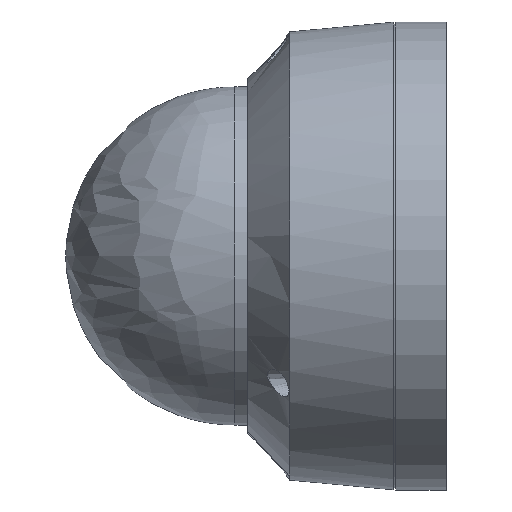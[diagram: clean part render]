
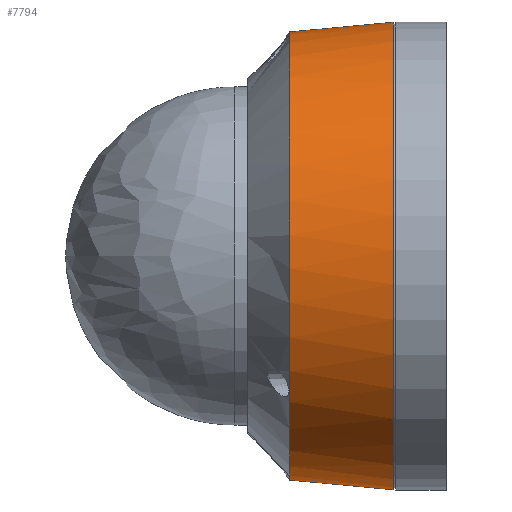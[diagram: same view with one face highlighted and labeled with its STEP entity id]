
A CAD part, left-side view. The second image highlights one B-rep face of the part: STEP entity #7794.
In plain terms, the highlighted free-form (B-spline) face has degree [2, 1] with [5, 2] control points.
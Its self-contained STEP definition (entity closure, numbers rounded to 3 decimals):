
#1330 = VERTEX_POINT('',#1331);
#1331 = CARTESIAN_POINT('',(0.,34.679,-49.676));
#1350 = VERTEX_POINT('',#1351);
#1351 = CARTESIAN_POINT('',(0.,34.679,
    49.676));
#1357 = EDGE_CURVE('',#1350,#1330,#1358,.T.);
#1358 = ( BOUNDED_CURVE() B_SPLINE_CURVE(2,(#1359,#1360,#1361,#1362,
#1363),.UNSPECIFIED.,.F.,.F.) B_SPLINE_CURVE_WITH_KNOTS((3,2,3),(
    3.142,4.712,6.283),
.PIECEWISE_BEZIER_KNOTS.) CURVE() GEOMETRIC_REPRESENTATION_ITEM() 
RATIONAL_B_SPLINE_CURVE((1.,0.707,1.,0.707,1.)) 
REPRESENTATION_ITEM('') );
#1359 = CARTESIAN_POINT('',(0.,34.679,
    49.676));
#1360 = CARTESIAN_POINT('',(-49.676,34.679,
    49.676));
#1361 = CARTESIAN_POINT('',(-49.676,34.679,
    0.));
#1362 = CARTESIAN_POINT('',(-49.676,34.679,
    -49.676));
#1363 = CARTESIAN_POINT('',(0.,34.679,
    -49.676));
#1392 = EDGE_CURVE('',#1350,#1393,#1395,.T.);
#1393 = VERTEX_POINT('',#1394);
#1394 = CARTESIAN_POINT('',(0.,11.716,
    51.834));
#1395 = B_SPLINE_CURVE_WITH_KNOTS('',1,(#1396,#1397),.UNSPECIFIED.,.F.,
  .F.,(2,2),(-24.608,0.),
  .PIECEWISE_BEZIER_KNOTS.);
#1396 = CARTESIAN_POINT('',(0.,34.679,
    49.676));
#1397 = CARTESIAN_POINT('',(0.,11.716,
    51.834));
#1400 = VERTEX_POINT('',#1401);
#1401 = CARTESIAN_POINT('',(0.,11.716,
    -51.834));
#1409 = EDGE_CURVE('',#1330,#1400,#1410,.T.);
#1410 = B_SPLINE_CURVE_WITH_KNOTS('',1,(#1411,#1412),.UNSPECIFIED.,.F.,
  .F.,(2,2),(-24.608,0.),
  .PIECEWISE_BEZIER_KNOTS.);
#1411 = CARTESIAN_POINT('',(0.,34.679,
    -49.676));
#1412 = CARTESIAN_POINT('',(0.,11.716,
    -51.834));
#7689 = EDGE_CURVE('',#1400,#1393,#7690,.T.);
#7690 = ( BOUNDED_CURVE() B_SPLINE_CURVE(2,(#7691,#7692,#7693,#7694,
#7695),.UNSPECIFIED.,.F.,.F.) B_SPLINE_CURVE_WITH_KNOTS((3,2,3),(0.,
1.571,3.142),.PIECEWISE_BEZIER_KNOTS.) CURVE() 
GEOMETRIC_REPRESENTATION_ITEM() RATIONAL_B_SPLINE_CURVE((1.,
0.707,1.,0.707,1.)) REPRESENTATION_ITEM('') );
#7691 = CARTESIAN_POINT('',(0.,11.716,
    -51.834));
#7692 = CARTESIAN_POINT('',(-51.834,11.716,
    -51.834));
#7693 = CARTESIAN_POINT('',(-51.834,11.716,
    0.));
#7694 = CARTESIAN_POINT('',(-51.834,11.716,
    51.834));
#7695 = CARTESIAN_POINT('',(0.,11.716,
    51.834));
#7794 = ADVANCED_FACE('',(#7795),#7801,.T.);
#7795 = FACE_BOUND('',#7796,.T.);
#7796 = EDGE_LOOP('',(#7797,#7798,#7799,#7800));
#7797 = ORIENTED_EDGE('',*,*,#1392,.F.);
#7798 = ORIENTED_EDGE('',*,*,#1357,.T.);
#7799 = ORIENTED_EDGE('',*,*,#1409,.T.);
#7800 = ORIENTED_EDGE('',*,*,#7689,.T.);
#7801 = ( BOUNDED_SURFACE() B_SPLINE_SURFACE(2,1,(
    (#7802,#7803)
    ,(#7804,#7805)
    ,(#7806,#7807)
    ,(#7808,#7809)
    ,(#7810,#7811
)),.UNSPECIFIED.,.F.,.F.,.F.) B_SPLINE_SURFACE_WITH_KNOTS((3,2,3),(2,2),
  (3.142,4.712,6.283),(-24.608,
    0.),.PIECEWISE_BEZIER_KNOTS.) 
GEOMETRIC_REPRESENTATION_ITEM() RATIONAL_B_SPLINE_SURFACE((
    (1.,1.)
    ,(0.707,0.707)
    ,(1.,1.)
    ,(0.707,0.707)
,(1.,1.))) REPRESENTATION_ITEM('') SURFACE() );
#7802 = CARTESIAN_POINT('',(0.,34.679,
    49.676));
#7803 = CARTESIAN_POINT('',(0.,11.716,
    51.834));
#7804 = CARTESIAN_POINT('',(-49.676,34.679,
    49.676));
#7805 = CARTESIAN_POINT('',(-51.834,11.716,
    51.834));
#7806 = CARTESIAN_POINT('',(-49.676,34.679,
    0.));
#7807 = CARTESIAN_POINT('',(-51.834,11.716,
    0.));
#7808 = CARTESIAN_POINT('',(-49.676,34.679,
    -49.676));
#7809 = CARTESIAN_POINT('',(-51.834,11.716,
    -51.834));
#7810 = CARTESIAN_POINT('',(0.,34.679,
    -49.676));
#7811 = CARTESIAN_POINT('',(0.,11.716,
    -51.834));
